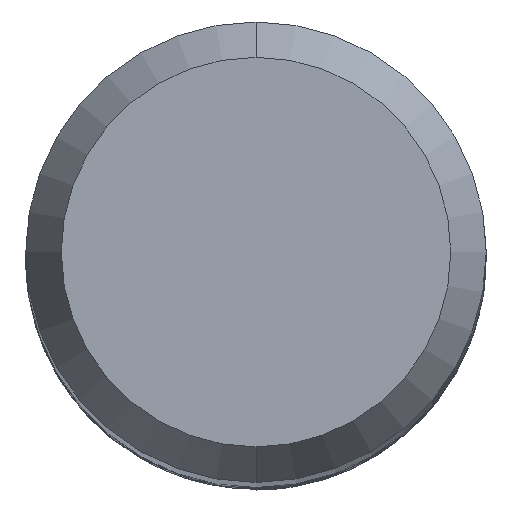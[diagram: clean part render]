
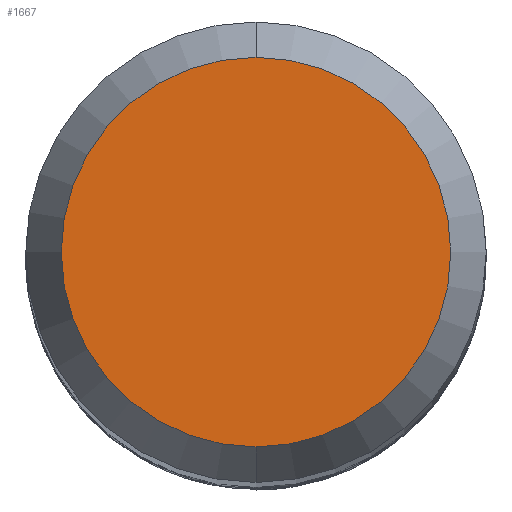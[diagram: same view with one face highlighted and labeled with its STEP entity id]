
A CAD part, top view. The second image highlights one B-rep face of the part: STEP entity #1667.
In plain terms, the highlighted planar face has unit normal (0, 0, 1).
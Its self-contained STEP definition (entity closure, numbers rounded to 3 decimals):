
#1053=VERTEX_POINT('',#2359);
#1391=EDGE_CURVE('',#1767,#1053,#2730,.T.);
#1667=ADVANCED_FACE('',(#3034),#3035,.T.);
#1689=EDGE_CURVE('',#1053,#1767,#3060,.T.);
#1767=VERTEX_POINT('',#3141);
#2359=CARTESIAN_POINT('',(0.0,2.538,0.0));
#2730=CIRCLE('',#12433,2.538);
#3034=FACE_OUTER_BOUND('',#15482,.T.);
#3035=PLANE('',#15483);
#3060=CIRCLE('',#15852,2.538);
#3141=CARTESIAN_POINT('',(0.,-2.538,0.0));
#12433=AXIS2_PLACEMENT_3D('',#17839,#17840,#17841);
#15482=EDGE_LOOP('',(#18164,#18165));
#15483=AXIS2_PLACEMENT_3D('',#18166,#18167,#18168);
#15852=AXIS2_PLACEMENT_3D('',#18198,#18199,#18200);
#17839=CARTESIAN_POINT('',(0.0,0.0,0.0));
#17840=DIRECTION('',(0.0,0.0,-1.0));
#17841=DIRECTION('',(0.0,1.0,0.0));
#18164=ORIENTED_EDGE('',*,*,#1689,.F.);
#18165=ORIENTED_EDGE('',*,*,#1391,.F.);
#18166=CARTESIAN_POINT('',(0.0,1.269,0.0));
#18167=DIRECTION('',(-0.0,0.0,1.0));
#18168=DIRECTION('',(0.0,-1.0,0.0));
#18198=CARTESIAN_POINT('',(0.0,0.0,0.0));
#18199=DIRECTION('',(0.0,0.0,-1.0));
#18200=DIRECTION('',(0.0,1.0,0.0));
